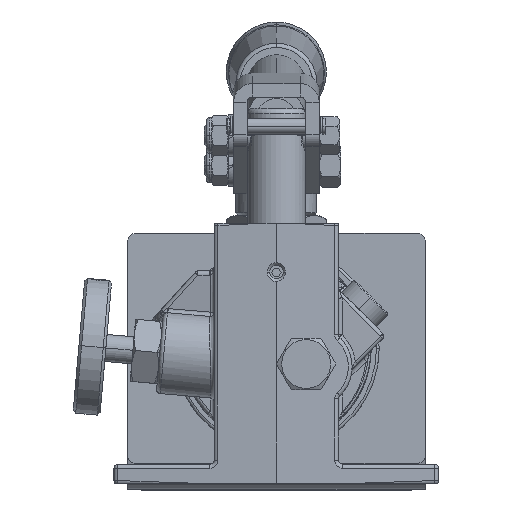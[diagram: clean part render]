
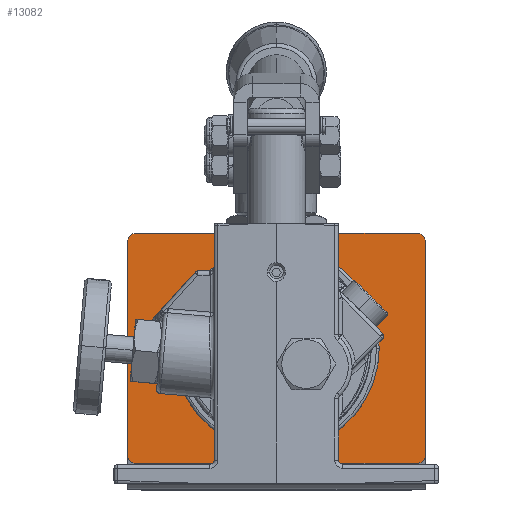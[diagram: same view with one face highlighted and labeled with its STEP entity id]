
A CAD part, top view. The second image highlights one B-rep face of the part: STEP entity #13082.
In plain terms, the highlighted planar face has unit normal (0, 0, 1).
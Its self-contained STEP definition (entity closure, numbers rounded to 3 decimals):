
#935 = DIRECTION ( 'NONE',  ( 0., -1., 0. ) ) ;
#1065 = EDGE_CURVE ( 'NONE', #9389, #23348, #22752, .T. ) ;
#1891 = DIRECTION ( 'NONE',  ( 1., 0., 0. ) ) ;
#1952 = DIRECTION ( 'NONE',  ( 0., 0., 1. ) ) ;
#2024 = CARTESIAN_POINT ( 'NONE',  ( -52., 3.5, -26. ) ) ;
#2168 = AXIS2_PLACEMENT_3D ( 'NONE', #2024, #1952, #1891 ) ;
#2449 = EDGE_CURVE ( 'NONE', #51626, #8501, #58944, .T. ) ;
#2991 = AXIS2_PLACEMENT_3D ( 'NONE', #30996, #3649, #35532 ) ;
#3649 = DIRECTION ( 'NONE',  ( 0., 0., 1. ) ) ;
#6004 = CARTESIAN_POINT ( 'NONE',  ( -52., 85.5, -26. ) ) ;
#6198 = AXIS2_PLACEMENT_3D ( 'NONE', #51098, #23711, #55696 ) ;
#6412 = VERTEX_POINT ( 'NONE', #56435 ) ;
#8501 = VERTEX_POINT ( 'NONE', #6004 ) ;
#9389 = VERTEX_POINT ( 'NONE', #56584 ) ;
#9526 = CARTESIAN_POINT ( 'NONE',  ( -55., 85.5, -26. ) ) ;
#10012 = ORIENTED_EDGE ( 'NONE', *, *, #24826, .T. ) ;
#11089 = DIRECTION ( 'NONE',  ( 1., 0., 0. ) ) ;
#11094 = ORIENTED_EDGE ( 'NONE', *, *, #22183, .T. ) ;
#11349 = FACE_BOUND ( 'NONE', #58051, .T. ) ;
#11819 = VECTOR ( 'NONE', #55342, 1000. ) ;
#11855 = CARTESIAN_POINT ( 'NONE',  ( 55., 82.5, -26. ) ) ;
#12359 = VECTOR ( 'NONE', #42768, 1000. ) ;
#12736 = ORIENTED_EDGE ( 'NONE', *, *, #50392, .T. ) ;
#13082 = ADVANCED_FACE ( 'NONE', ( #11349, #35448 ), #47045, .T. ) ;
#13340 = EDGE_CURVE ( 'NONE', #30251, #6412, #41128, .T. ) ;
#13436 = EDGE_CURVE ( 'NONE', #8501, #36347, #31136, .T. ) ;
#13618 = ORIENTED_EDGE ( 'NONE', *, *, #13340, .T. ) ;
#13796 = AXIS2_PLACEMENT_3D ( 'NONE', #44821, #44806, #44753 ) ;
#14169 = CIRCLE ( 'NONE', #34266, 3. ) ;
#14607 = ORIENTED_EDGE ( 'NONE', *, *, #1065, .F. ) ;
#14702 = CARTESIAN_POINT ( 'NONE',  ( -55., 85.5, -26. ) ) ;
#15372 = CARTESIAN_POINT ( 'NONE',  ( 55., 3.5, -26. ) ) ;
#16926 = DIRECTION ( 'NONE',  ( 0., 0., 1. ) ) ;
#18147 = VERTEX_POINT ( 'NONE', #11855 ) ;
#18476 = VECTOR ( 'NONE', #935, 1000. ) ;
#20839 = LINE ( 'NONE', #55674, #31503 ) ;
#21449 = EDGE_CURVE ( 'NONE', #18147, #51626, #14169, .T. ) ;
#21518 = CARTESIAN_POINT ( 'NONE',  ( -34.1, 43., -26. ) ) ;
#22183 = EDGE_CURVE ( 'NONE', #54937, #26470, #28715, .T. ) ;
#22752 = CIRCLE ( 'NONE', #40678, 34.1 ) ;
#23348 = VERTEX_POINT ( 'NONE', #21518 ) ;
#23711 = DIRECTION ( 'NONE',  ( 0., 0., 1. ) ) ;
#24826 = EDGE_CURVE ( 'NONE', #6412, #54937, #37929, .T. ) ;
#26470 = VERTEX_POINT ( 'NONE', #15372 ) ;
#26593 = CARTESIAN_POINT ( 'NONE',  ( 0., 43., -26. ) ) ;
#27913 = ORIENTED_EDGE ( 'NONE', *, *, #28248, .T. ) ;
#28248 = EDGE_CURVE ( 'NONE', #26470, #18147, #20839, .T. ) ;
#28302 = DIRECTION ( 'NONE',  ( 0., 1., 0. ) ) ;
#28715 = CIRCLE ( 'NONE', #2991, 3. ) ;
#28858 = ORIENTED_EDGE ( 'NONE', *, *, #32102, .F. ) ;
#30217 = ORIENTED_EDGE ( 'NONE', *, *, #21449, .T. ) ;
#30251 = VERTEX_POINT ( 'NONE', #34953 ) ;
#30996 = CARTESIAN_POINT ( 'NONE',  ( 52., 3.5, -26. ) ) ;
#31136 = CIRCLE ( 'NONE', #48113, 3. ) ;
#31503 = VECTOR ( 'NONE', #28302, 1000. ) ;
#32102 = EDGE_CURVE ( 'NONE', #23348, #9389, #44266, .T. ) ;
#34266 = AXIS2_PLACEMENT_3D ( 'NONE', #41342, #41131, #41066 ) ;
#34953 = CARTESIAN_POINT ( 'NONE',  ( -55., 3.5, -26. ) ) ;
#35420 = ORIENTED_EDGE ( 'NONE', *, *, #13436, .T. ) ;
#35448 = FACE_OUTER_BOUND ( 'NONE', #41021, .T. ) ;
#35532 = DIRECTION ( 'NONE',  ( 1., 0., 0. ) ) ;
#36347 = VERTEX_POINT ( 'NONE', #54600 ) ;
#37929 = LINE ( 'NONE', #51824, #12359 ) ;
#40678 = AXIS2_PLACEMENT_3D ( 'NONE', #26593, #16926, #11089 ) ;
#41021 = EDGE_LOOP ( 'NONE', ( #10012, #11094, #27913, #30217, #45543, #35420, #12736, #13618 ) ) ;
#41066 = DIRECTION ( 'NONE',  ( 1., 0., 0. ) ) ;
#41128 = CIRCLE ( 'NONE', #2168, 3. ) ;
#41131 = DIRECTION ( 'NONE',  ( 0., 0., 1. ) ) ;
#41342 = CARTESIAN_POINT ( 'NONE',  ( 52., 82.5, -26. ) ) ;
#42675 = LINE ( 'NONE', #14702, #18476 ) ;
#42768 = DIRECTION ( 'NONE',  ( 1., 0., 0. ) ) ;
#42944 = CARTESIAN_POINT ( 'NONE',  ( 52., 0.5, -26. ) ) ;
#43080 = DIRECTION ( 'NONE',  ( 1., 0., 0. ) ) ;
#43096 = DIRECTION ( 'NONE',  ( 0., 0., 1. ) ) ;
#43153 = CARTESIAN_POINT ( 'NONE',  ( -52., 82.5, -26. ) ) ;
#44266 = CIRCLE ( 'NONE', #6198, 34.1 ) ;
#44753 = DIRECTION ( 'NONE',  ( 1., 0., 0. ) ) ;
#44806 = DIRECTION ( 'NONE',  ( 0., 0., 1. ) ) ;
#44821 = CARTESIAN_POINT ( 'NONE',  ( -55., 0.5, -26. ) ) ;
#45543 = ORIENTED_EDGE ( 'NONE', *, *, #2449, .T. ) ;
#47045 = PLANE ( 'NONE',  #13796 ) ;
#48113 = AXIS2_PLACEMENT_3D ( 'NONE', #43153, #43096, #43080 ) ;
#50392 = EDGE_CURVE ( 'NONE', #36347, #30251, #42675, .T. ) ;
#51098 = CARTESIAN_POINT ( 'NONE',  ( 0., 43., -26. ) ) ;
#51626 = VERTEX_POINT ( 'NONE', #51810 ) ;
#51810 = CARTESIAN_POINT ( 'NONE',  ( 52., 85.5, -26. ) ) ;
#51824 = CARTESIAN_POINT ( 'NONE',  ( -55., 0.5, -26. ) ) ;
#54600 = CARTESIAN_POINT ( 'NONE',  ( -55., 82.5, -26. ) ) ;
#54937 = VERTEX_POINT ( 'NONE', #42944 ) ;
#55342 = DIRECTION ( 'NONE',  ( -1., 0., 0. ) ) ;
#55674 = CARTESIAN_POINT ( 'NONE',  ( 55., 85.5, -26. ) ) ;
#55696 = DIRECTION ( 'NONE',  ( 1., 0., 0. ) ) ;
#56435 = CARTESIAN_POINT ( 'NONE',  ( -52., 0.5, -26. ) ) ;
#56584 = CARTESIAN_POINT ( 'NONE',  ( 34.1, 43., -26. ) ) ;
#58051 = EDGE_LOOP ( 'NONE', ( #14607, #28858 ) ) ;
#58944 = LINE ( 'NONE', #9526, #11819 ) ;
